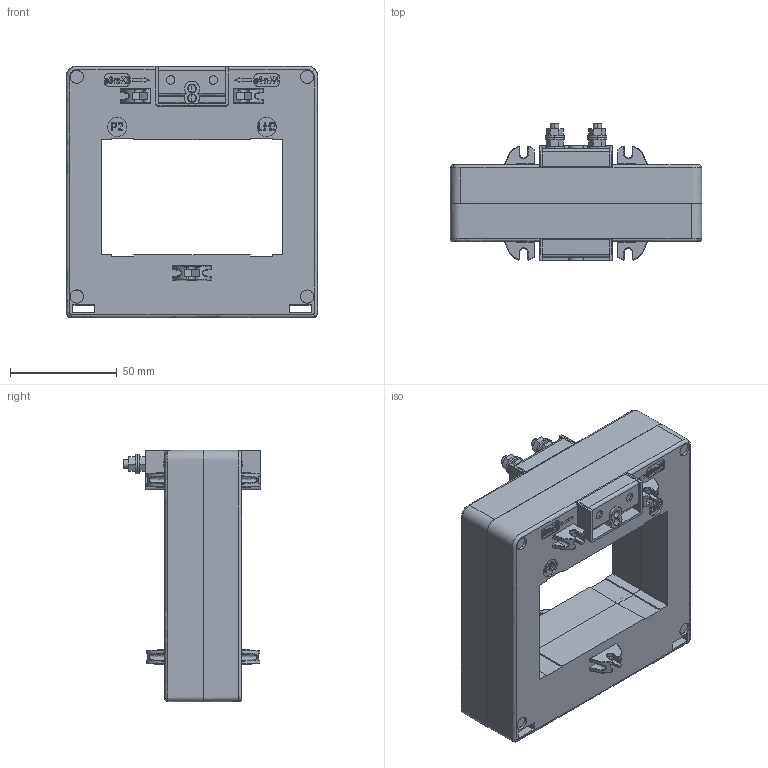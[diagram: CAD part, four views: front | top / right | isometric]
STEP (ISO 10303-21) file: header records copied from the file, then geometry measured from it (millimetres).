
FILE_DESCRIPTION(/* description */ (''),/* implementation_level */ '2;1');
FILE_NAME(/* name */ 'TAT085~2',/* time_stamp */ '2015-11-24T09:47:25+01:00',/* author */ (''),/* organization */ (''),/* preprocessor_version */ 'ST-DEVELOPER v15',/* originating_system */ '',/* authorisation */ '');
FILE_SCHEMA (('AUTOMOTIVE_DESIGN'));
Length unit declared in the file: millimetre
Products named in the file (1): Document
Bounding box: 118 x 64.5 x 118 mm (x, y, z)
Volume: 370001.7 mm3; surface area: 101343.9 mm2
Topology: 20 solids, 20 shells, 1032 faces, 2635 edges, 1711 vertices
Faces by surface type: bspline 590, plane 442
Entity records: 38952 total; most frequent: CARTESIAN_POINT 22303, ORIENTED_EDGE 5244, EDGE_CURVE 2622, B_SPLINE_CURVE_WITH_KNOTS 2100, VERTEX_POINT 1710, EDGE_LOOP 1138, ADVANCED_FACE 1032, FACE_OUTER_BOUND 1032
